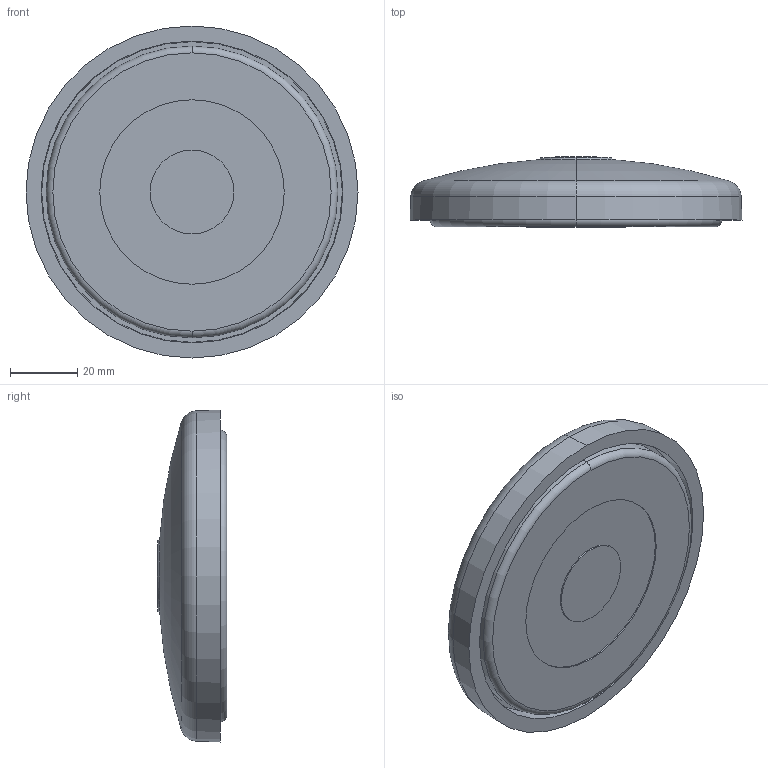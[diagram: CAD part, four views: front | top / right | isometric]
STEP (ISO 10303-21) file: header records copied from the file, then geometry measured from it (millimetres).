
FILE_DESCRIPTION (( 'STEP AP203' ), '1' );
FILE_NAME ('151257.step', '2021-06-03T16:43:04', ( '' ), ( '' ), 'SwSTEP 2.0', 'SolidWorks 2021', '' );
FILE_SCHEMA (( 'CONFIG_CONTROL_DESIGN' ));
Length unit declared in the file: millimetre
Products named in the file (1): 151257
Bounding box: 99 x 20.8 x 99 mm (x, y, z)
Volume: 117305.5 mm3; surface area: 35320.8 mm2
Topology: 3 solids, 3 shells, 64 faces, 128 edges, 76 vertices
Faces by surface type: cylinder 20, torus 16, cone 14, plane 12, sphere 2
Entity records: 1763 total; most frequent: DIRECTION 352, CARTESIAN_POINT 269, ORIENTED_EDGE 256, AXIS2_PLACEMENT_3D 159, EDGE_CURVE 128, CIRCLE 94, VERTEX_POINT 76, EDGE_LOOP 74
